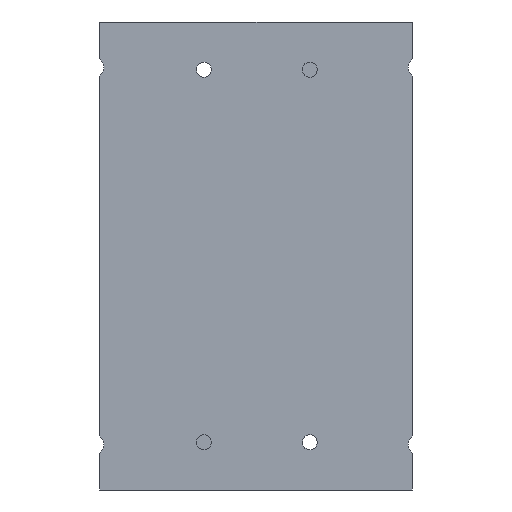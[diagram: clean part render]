
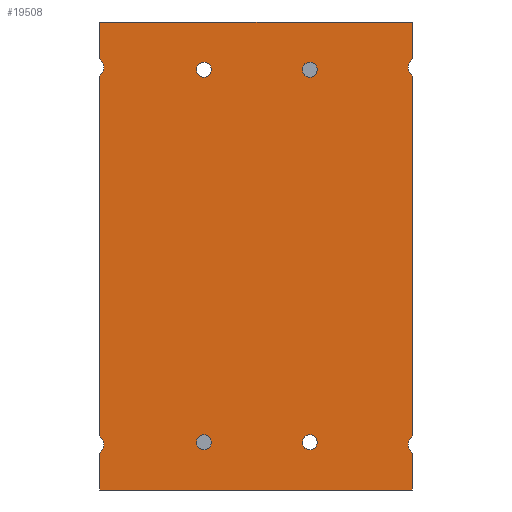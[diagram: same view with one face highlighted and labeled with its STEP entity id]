
A CAD part, front view. The second image highlights one B-rep face of the part: STEP entity #19508.
In plain terms, the highlighted planar face has unit normal (0, -1, 0).
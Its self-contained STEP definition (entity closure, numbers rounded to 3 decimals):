
#1975=DIRECTION('',(0.,0.,1.));
#1976=VECTOR('',#1975,120.755);
#1977=CARTESIAN_POINT('',(52.5,0.,-60.378));
#1978=LINE('',#1977,#1976);
#2313=DIRECTION('',(1.,0.,0.));
#2314=VECTOR('',#2313,105.);
#2315=CARTESIAN_POINT('',(-52.5,0.,-78.5));
#2316=LINE('',#2315,#2314);
#2767=DIRECTION('',(0.,0.,-1.));
#2768=VECTOR('',#2767,120.755);
#2769=CARTESIAN_POINT('',(-52.5,0.,60.378));
#2770=LINE('',#2769,#2768);
#2966=CARTESIAN_POINT('',(54.5,0.,-63.25));
#2967=DIRECTION('',(0.,-1.,0.));
#2968=DIRECTION('',(-0.571,0.,0.821));
#2969=AXIS2_PLACEMENT_3D('',#2966,#2967,#2968);
#2971=CARTESIAN_POINT('',(54.5,0.,-63.25));
#2972=DIRECTION('',(0.,-1.,0.));
#2973=DIRECTION('',(-1.,0.,0.));
#2974=AXIS2_PLACEMENT_3D('',#2971,#2972,#2973);
#2976=CARTESIAN_POINT('',(-54.5,0.,-63.25));
#2977=DIRECTION('',(0.,-1.,0.));
#2978=DIRECTION('',(0.571,0.,-0.821));
#2979=AXIS2_PLACEMENT_3D('',#2976,#2977,#2978);
#2981=CARTESIAN_POINT('',(-54.5,0.,-63.25));
#2982=DIRECTION('',(0.,-1.,0.));
#2983=DIRECTION('',(1.,0.,0.));
#2984=AXIS2_PLACEMENT_3D('',#2981,#2982,#2983);
#2986=CARTESIAN_POINT('',(-54.5,0.,63.25));
#2987=DIRECTION('',(0.,-1.,0.));
#2988=DIRECTION('',(0.571,0.,-0.821));
#2989=AXIS2_PLACEMENT_3D('',#2986,#2987,#2988);
#2991=CARTESIAN_POINT('',(-54.5,0.,63.25));
#2992=DIRECTION('',(0.,-1.,0.));
#2993=DIRECTION('',(1.,0.,0.));
#2994=AXIS2_PLACEMENT_3D('',#2991,#2992,#2993);
#2996=CARTESIAN_POINT('',(54.5,0.,63.25));
#2997=DIRECTION('',(0.,-1.,0.));
#2998=DIRECTION('',(-0.571,0.,0.821));
#2999=AXIS2_PLACEMENT_3D('',#2996,#2997,#2998);
#3001=CARTESIAN_POINT('',(54.5,0.,63.25));
#3002=DIRECTION('',(0.,-1.,0.));
#3003=DIRECTION('',(-1.,0.,0.));
#3004=AXIS2_PLACEMENT_3D('',#3001,#3002,#3003);
#3006=CARTESIAN_POINT('',(18.032,0.,-62.5));
#3007=DIRECTION('',(0.,-1.,0.));
#3008=DIRECTION('',(-1.,0.,0.));
#3009=AXIS2_PLACEMENT_3D('',#3006,#3007,#3008);
#3011=CARTESIAN_POINT('',(18.032,0.,-62.5));
#3012=DIRECTION('',(0.,-1.,0.));
#3013=DIRECTION('',(1.,0.,0.));
#3014=AXIS2_PLACEMENT_3D('',#3011,#3012,#3013);
#3016=CARTESIAN_POINT('',(-17.5,0.,-62.5));
#3017=DIRECTION('',(0.,-1.,0.));
#3018=DIRECTION('',(1.,0.,0.));
#3019=AXIS2_PLACEMENT_3D('',#3016,#3017,#3018);
#3021=CARTESIAN_POINT('',(-17.5,0.,-62.5));
#3022=DIRECTION('',(0.,-1.,0.));
#3023=DIRECTION('',(-1.,0.,0.));
#3024=AXIS2_PLACEMENT_3D('',#3021,#3022,#3023);
#3026=CARTESIAN_POINT('',(18.032,0.,62.5));
#3027=DIRECTION('',(0.,-1.,0.));
#3028=DIRECTION('',(1.,0.,0.));
#3029=AXIS2_PLACEMENT_3D('',#3026,#3027,#3028);
#3031=CARTESIAN_POINT('',(18.032,0.,62.5));
#3032=DIRECTION('',(0.,-1.,0.));
#3033=DIRECTION('',(-1.,0.,0.));
#3034=AXIS2_PLACEMENT_3D('',#3031,#3032,#3033);
#3036=CARTESIAN_POINT('',(-17.5,0.,62.5));
#3037=DIRECTION('',(0.,-1.,0.));
#3038=DIRECTION('',(-1.,0.,0.));
#3039=AXIS2_PLACEMENT_3D('',#3036,#3037,#3038);
#3041=CARTESIAN_POINT('',(-17.5,0.,62.5));
#3042=DIRECTION('',(0.,-1.,0.));
#3043=DIRECTION('',(1.,0.,0.));
#3044=AXIS2_PLACEMENT_3D('',#3041,#3042,#3043);
#3050=DIRECTION('',(0.,0.,1.));
#3051=VECTOR('',#3050,12.378);
#3052=CARTESIAN_POINT('',(52.5,0.,-78.5));
#3053=LINE('',#3052,#3051);
#3054=DIRECTION('',(0.,0.,-1.));
#3055=VECTOR('',#3054,12.378);
#3056=CARTESIAN_POINT('',(-52.5,0.,-66.122));
#3057=LINE('',#3056,#3055);
#4211=DIRECTION('',(0.,0.,1.));
#4212=VECTOR('',#4211,12.378);
#4213=CARTESIAN_POINT('',(52.5,0.,66.122));
#4214=LINE('',#4213,#4212);
#4407=DIRECTION('',(-1.,0.,0.));
#4408=VECTOR('',#4407,105.);
#4409=CARTESIAN_POINT('',(52.5,0.,78.5));
#4410=LINE('',#4409,#4408);
#5857=DIRECTION('',(0.,0.,-1.));
#5858=VECTOR('',#5857,12.378);
#5859=CARTESIAN_POINT('',(-52.5,0.,78.5));
#5860=LINE('',#5859,#5858);
#12777=CARTESIAN_POINT('',(51.,0.,63.25));
#12778=CARTESIAN_POINT('',(52.5,0.,60.378));
#12779=VERTEX_POINT('',#12777);
#12780=VERTEX_POINT('',#12778);
#12781=CARTESIAN_POINT('',(52.5,0.,66.122));
#12782=VERTEX_POINT('',#12781);
#12783=CARTESIAN_POINT('',(51.,0.,-63.25));
#12784=CARTESIAN_POINT('',(52.5,0.,-66.122));
#12785=VERTEX_POINT('',#12783);
#12786=VERTEX_POINT('',#12784);
#12787=CARTESIAN_POINT('',(52.5,0.,-60.378));
#12788=VERTEX_POINT('',#12787);
#12789=CARTESIAN_POINT('',(52.5,0.,-78.5));
#12790=VERTEX_POINT('',#12789);
#12791=CARTESIAN_POINT('',(-52.5,0.,-78.5));
#12792=VERTEX_POINT('',#12791);
#12793=CARTESIAN_POINT('',(-52.5,0.,-66.122));
#12794=VERTEX_POINT('',#12793);
#12795=CARTESIAN_POINT('',(-51.,0.,-63.25));
#12796=CARTESIAN_POINT('',(-52.5,0.,-60.378));
#12797=VERTEX_POINT('',#12795);
#12798=VERTEX_POINT('',#12796);
#12799=CARTESIAN_POINT('',(-52.5,0.,60.378));
#12800=VERTEX_POINT('',#12799);
#12801=CARTESIAN_POINT('',(-51.,0.,63.25));
#12802=CARTESIAN_POINT('',(-52.5,0.,66.122));
#12803=VERTEX_POINT('',#12801);
#12804=VERTEX_POINT('',#12802);
#12805=CARTESIAN_POINT('',(-52.5,0.,78.5));
#12806=VERTEX_POINT('',#12805);
#12807=CARTESIAN_POINT('',(52.5,0.,78.5));
#12808=VERTEX_POINT('',#12807);
#12809=CARTESIAN_POINT('',(15.532,0.,-62.5));
#12810=CARTESIAN_POINT('',(20.532,0.,-62.5));
#12811=VERTEX_POINT('',#12809);
#12812=VERTEX_POINT('',#12810);
#12813=CARTESIAN_POINT('',(-15.,0.,-62.5));
#12814=CARTESIAN_POINT('',(-20.,0.,-62.5));
#12815=VERTEX_POINT('',#12813);
#12816=VERTEX_POINT('',#12814);
#12817=CARTESIAN_POINT('',(20.532,0.,62.5));
#12818=CARTESIAN_POINT('',(15.532,0.,62.5));
#12819=VERTEX_POINT('',#12817);
#12820=VERTEX_POINT('',#12818);
#12821=CARTESIAN_POINT('',(-20.,0.,62.5));
#12822=CARTESIAN_POINT('',(-15.,0.,62.5));
#12823=VERTEX_POINT('',#12821);
#12824=VERTEX_POINT('',#12822);
#19452=CARTESIAN_POINT('',(0.,0.,0.));
#19453=DIRECTION('',(0.,1.,0.));
#19454=DIRECTION('',(1.,0.,0.));
#19455=AXIS2_PLACEMENT_3D('',#19452,#19453,#19454);
#19456=PLANE('',#19455);
#19457=ORIENTED_EDGE('',*,*,#18212,.T.);
#19458=ORIENTED_EDGE('',*,*,#18210,.T.);
#19460=ORIENTED_EDGE('',*,*,#19459,.F.);
#19461=ORIENTED_EDGE('',*,*,#18599,.F.);
#19463=ORIENTED_EDGE('',*,*,#19462,.F.);
#19465=ORIENTED_EDGE('',*,*,#19464,.T.);
#19467=ORIENTED_EDGE('',*,*,#19466,.T.);
#19468=ORIENTED_EDGE('',*,*,#19160,.F.);
#19470=ORIENTED_EDGE('',*,*,#19469,.T.);
#19472=ORIENTED_EDGE('',*,*,#19471,.T.);
#19474=ORIENTED_EDGE('',*,*,#19473,.F.);
#19476=ORIENTED_EDGE('',*,*,#19475,.F.);
#19478=ORIENTED_EDGE('',*,*,#19477,.F.);
#19479=ORIENTED_EDGE('',*,*,#19442,.T.);
#19480=ORIENTED_EDGE('',*,*,#19440,.T.);
#19481=ORIENTED_EDGE('',*,*,#18176,.F.);
#19482=EDGE_LOOP('',(#19457,#19458,#19460,#19461,#19463,#19465,#19467,#19468,
#19470,#19472,#19474,#19476,#19478,#19479,#19480,#19481));
#19483=FACE_OUTER_BOUND('',#19482,.F.);
#19485=ORIENTED_EDGE('',*,*,#19484,.T.);
#19487=ORIENTED_EDGE('',*,*,#19486,.T.);
#19488=EDGE_LOOP('',(#19485,#19487));
#19489=FACE_BOUND('',#19488,.F.);
#19491=ORIENTED_EDGE('',*,*,#19490,.T.);
#19493=ORIENTED_EDGE('',*,*,#19492,.T.);
#19494=EDGE_LOOP('',(#19491,#19493));
#19495=FACE_BOUND('',#19494,.F.);
#19497=ORIENTED_EDGE('',*,*,#19496,.T.);
#19499=ORIENTED_EDGE('',*,*,#19498,.T.);
#19500=EDGE_LOOP('',(#19497,#19499));
#19501=FACE_BOUND('',#19500,.F.);
#19503=ORIENTED_EDGE('',*,*,#19502,.T.);
#19505=ORIENTED_EDGE('',*,*,#19504,.T.);
#19506=EDGE_LOOP('',(#19503,#19505));
#19507=FACE_BOUND('',#19506,.F.);
#19508=ADVANCED_FACE('',(#19483,#19489,#19495,#19501,#19507),#19456,.F.);
#2970=CIRCLE('',#2969,3.5);
#2975=CIRCLE('',#2974,3.5);
#2980=CIRCLE('',#2979,3.5);
#2985=CIRCLE('',#2984,3.5);
#2990=CIRCLE('',#2989,3.5);
#2995=CIRCLE('',#2994,3.5);
#3000=CIRCLE('',#2999,3.5);
#3005=CIRCLE('',#3004,3.5);
#3010=CIRCLE('',#3009,2.5);
#3015=CIRCLE('',#3014,2.5);
#3020=CIRCLE('',#3019,2.5);
#3025=CIRCLE('',#3024,2.5);
#3030=CIRCLE('',#3029,2.5);
#3035=CIRCLE('',#3034,2.5);
#3040=CIRCLE('',#3039,2.5);
#3045=CIRCLE('',#3044,2.5);
#18176=EDGE_CURVE('',#12788,#12780,#1978,.T.);
#18210=EDGE_CURVE('',#12785,#12786,#2975,.T.);
#18212=EDGE_CURVE('',#12788,#12785,#2970,.T.);
#18599=EDGE_CURVE('',#12792,#12790,#2316,.T.);
#19160=EDGE_CURVE('',#12800,#12798,#2770,.T.);
#19440=EDGE_CURVE('',#12779,#12780,#3005,.T.);
#19442=EDGE_CURVE('',#12782,#12779,#3000,.T.);
#19459=EDGE_CURVE('',#12790,#12786,#3053,.T.);
#19462=EDGE_CURVE('',#12794,#12792,#3057,.T.);
#19464=EDGE_CURVE('',#12794,#12797,#2980,.T.);
#19466=EDGE_CURVE('',#12797,#12798,#2985,.T.);
#19469=EDGE_CURVE('',#12800,#12803,#2990,.T.);
#19471=EDGE_CURVE('',#12803,#12804,#2995,.T.);
#19473=EDGE_CURVE('',#12806,#12804,#5860,.T.);
#19475=EDGE_CURVE('',#12808,#12806,#4410,.T.);
#19477=EDGE_CURVE('',#12782,#12808,#4214,.T.);
#19484=EDGE_CURVE('',#12811,#12812,#3010,.T.);
#19486=EDGE_CURVE('',#12812,#12811,#3015,.T.);
#19490=EDGE_CURVE('',#12815,#12816,#3020,.T.);
#19492=EDGE_CURVE('',#12816,#12815,#3025,.T.);
#19496=EDGE_CURVE('',#12819,#12820,#3030,.T.);
#19498=EDGE_CURVE('',#12820,#12819,#3035,.T.);
#19502=EDGE_CURVE('',#12823,#12824,#3040,.T.);
#19504=EDGE_CURVE('',#12824,#12823,#3045,.T.);
